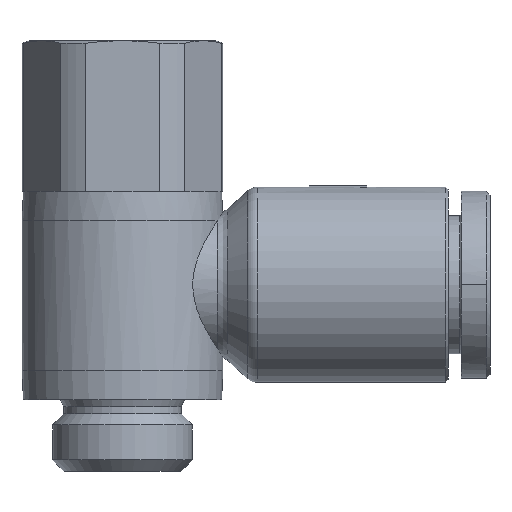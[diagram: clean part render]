
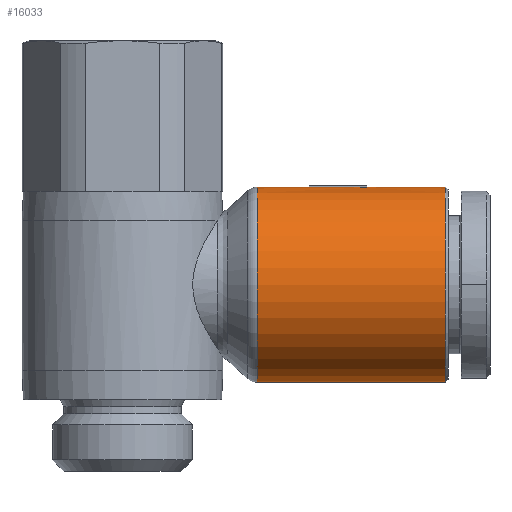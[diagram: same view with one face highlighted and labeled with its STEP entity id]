
A CAD part, front view. The second image highlights one B-rep face of the part: STEP entity #16033.
In plain terms, the highlighted cylindrical face has radius 6.8 mm (diameter 13.6 mm), a partial arc.
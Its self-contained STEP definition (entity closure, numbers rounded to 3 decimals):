
#141=CARTESIAN_POINT('',(-20.5,0.,6.8));
#142=VERTEX_POINT('',#141);
#143=CARTESIAN_POINT('',(-15.0,0.,6.8));
#144=VERTEX_POINT('',#143);
#145=CARTESIAN_POINT('',(-20.5,0.,6.8));
#146=DIRECTION('',(1.0,0.0,0.0));
#147=VECTOR('',#146,5.5);
#148=LINE('',#145,#147);
#149=EDGE_CURVE('',#142,#144,#148,.T.);
#151=CARTESIAN_POINT('',(-20.5,0.,-6.8));
#152=VERTEX_POINT('',#151);
#160=CARTESIAN_POINT('',(-7.384,0.,-6.8));
#161=VERTEX_POINT('',#160);
#162=CARTESIAN_POINT('',(-7.384,0.,-6.8));
#163=DIRECTION('',(-1.0,0.0,0.0));
#164=VECTOR('',#163,13.116);
#165=LINE('',#162,#164);
#166=EDGE_CURVE('',#161,#152,#165,.T.);
#168=CARTESIAN_POINT('',(-7.384,0.,6.8));
#169=VERTEX_POINT('',#168);
#177=CARTESIAN_POINT('',(-11.0,0.,6.8));
#178=VERTEX_POINT('',#177);
#179=CARTESIAN_POINT('',(-11.0,0.,6.8));
#180=DIRECTION('',(1.0,0.0,0.0));
#181=VECTOR('',#180,3.616);
#182=LINE('',#179,#181);
#183=EDGE_CURVE('',#178,#169,#182,.T.);
#226=CARTESIAN_POINT('',(-7.384,0.,0.));
#227=DIRECTION('',(1.0,0.0,0.0));
#228=DIRECTION('',(0.0,0.0,-1.0));
#229=AXIS2_PLACEMENT_3D('',#226,#227,#228);
#230=CIRCLE('',#229,6.8);
#231=EDGE_CURVE('',#161,#169,#230,.T.);
#3345=CARTESIAN_POINT('',(-20.5,0.,0.));
#3346=DIRECTION('',(-1.0,0.0,0.0));
#3347=DIRECTION('',(0.0,0.0,1.0));
#3348=AXIS2_PLACEMENT_3D('',#3345,#3346,#3347);
#3349=CIRCLE('',#3348,6.8);
#3350=EDGE_CURVE('',#142,#152,#3349,.T.);
#15579=CARTESIAN_POINT('',(-15.0,0.5,6.782));
#15580=VERTEX_POINT('',#15579);
#15587=CARTESIAN_POINT('',(-15.0,0.,0.));
#15588=DIRECTION('',(-1.0,0.0,0.0));
#15589=DIRECTION('',(0.0,0.0,1.0));
#15590=AXIS2_PLACEMENT_3D('',#15587,#15588,#15589);
#15591=CIRCLE('',#15590,6.8);
#15592=EDGE_CURVE('',#144,#15580,#15591,.T.);
#15626=CARTESIAN_POINT('',(-11.0,0.5,6.782));
#15627=VERTEX_POINT('',#15626);
#15628=CARTESIAN_POINT('',(-15.0,0.5,6.782));
#15629=DIRECTION('',(1.0,0.0,0.0));
#15630=VECTOR('',#15629,4.0);
#15631=LINE('',#15628,#15630);
#15632=EDGE_CURVE('',#15580,#15627,#15631,.T.);
#15657=CARTESIAN_POINT('',(-11.0,0.,0.));
#15658=DIRECTION('',(1.0,0.0,0.0));
#15659=DIRECTION('',(0.0,0.0,1.0));
#15660=AXIS2_PLACEMENT_3D('',#15657,#15658,#15659);
#15661=CIRCLE('',#15660,6.8);
#15662=EDGE_CURVE('',#15627,#178,#15661,.T.);
#16018=CARTESIAN_POINT('',(-13.0,0.,0.));
#16019=DIRECTION('',(1.0,0.,0.));
#16020=DIRECTION('',(0.0,0.0,1.0));
#16021=AXIS2_PLACEMENT_3D('',#16018,#16019,#16020);
#16022=CYLINDRICAL_SURFACE('',#16021,6.8);
#16023=ORIENTED_EDGE('',*,*,#149,.T.);
#16024=ORIENTED_EDGE('',*,*,#15592,.T.);
#16025=ORIENTED_EDGE('',*,*,#15632,.T.);
#16026=ORIENTED_EDGE('',*,*,#15662,.T.);
#16027=ORIENTED_EDGE('',*,*,#183,.T.);
#16028=ORIENTED_EDGE('',*,*,#231,.F.);
#16029=ORIENTED_EDGE('',*,*,#166,.T.);
#16030=ORIENTED_EDGE('',*,*,#3350,.F.);
#16031=EDGE_LOOP('',(#16023,#16024,#16025,#16026,#16027,#16028,#16029,#16030));
#16032=FACE_OUTER_BOUND('',#16031,.T.);
#16033=ADVANCED_FACE('',(#16032),#16022,.T.);
